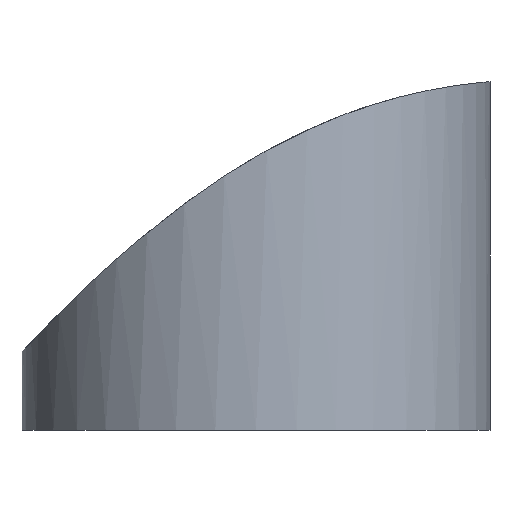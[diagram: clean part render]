
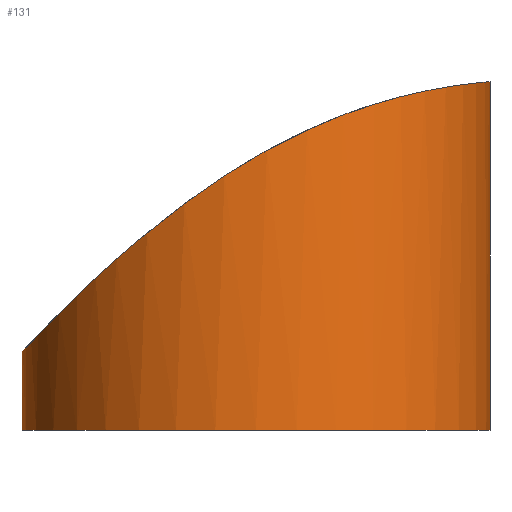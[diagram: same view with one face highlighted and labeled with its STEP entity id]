
A CAD part, front view. The second image highlights one B-rep face of the part: STEP entity #131.
In plain terms, the highlighted cylindrical face has radius 9 mm (diameter 18 mm), a partial arc.
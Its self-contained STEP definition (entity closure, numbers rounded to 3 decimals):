
#1 = CARTESIAN_POINT ( 'NONE',  ( 9., 0., 13.414 ) ) ;
#2 = CARTESIAN_POINT ( 'NONE',  ( -0.17, -9.015, 10.443 ) ) ;
#3 = CARTESIAN_POINT ( 'NONE',  ( -9., -0.652, 3.021 ) ) ;
#10 = CARTESIAN_POINT ( 'NONE',  ( 6.132, -6.595, 12.971 ) ) ;
#12 = CARTESIAN_POINT ( 'NONE',  ( 8.914, -1.284, 13.406 ) ) ;
#13 = ORIENTED_EDGE ( 'NONE', *, *, #378, .F. ) ;
#14 = CARTESIAN_POINT ( 'NONE',  ( 2.958, -8.505, 11.982 ) ) ;
#28 = CARTESIAN_POINT ( 'NONE',  ( 0., 0., 15. ) ) ;
#31 = DIRECTION ( 'NONE',  ( -1., 0., 0. ) ) ;
#36 = CARTESIAN_POINT ( 'NONE',  ( -6.708, -6.024, 5.349 ) ) ;
#38 = CARTESIAN_POINT ( 'NONE',  ( -8.731, -2.206, 3.307 ) ) ;
#43 = CIRCLE ( 'NONE', #101, 9. ) ;
#44 = CARTESIAN_POINT ( 'NONE',  ( -9., 0., 0. ) ) ;
#46 = CARTESIAN_POINT ( 'NONE',  ( 8.049, -4.04, 13.311 ) ) ;
#52 = CARTESIAN_POINT ( 'NONE',  ( 7.389, -5.148, 13.214 ) ) ;
#61 = EDGE_CURVE ( 'NONE', #304, #384, #109, .T. ) ;
#71 = CARTESIAN_POINT ( 'NONE',  ( 0., 0., 0. ) ) ;
#78 = CARTESIAN_POINT ( 'NONE',  ( 9., 0., 15. ) ) ;
#80 = CARTESIAN_POINT ( 'NONE',  ( 1.531, -8.874, 11.349 ) ) ;
#81 = CARTESIAN_POINT ( 'NONE',  ( 6.365, -6.371, 13.022 ) ) ;
#88 = ORIENTED_EDGE ( 'NONE', *, *, #61, .T. ) ;
#93 = VECTOR ( 'NONE', #247, 1000. ) ;
#101 = AXIS2_PLACEMENT_3D ( 'NONE', #71, #102, #212 ) ;
#102 = DIRECTION ( 'NONE',  ( 0., 0., 1. ) ) ;
#103 = CARTESIAN_POINT ( 'NONE',  ( -4.234, -7.959, 7.562 ) ) ;
#104 = DIRECTION ( 'NONE',  ( 0., 0., -1. ) ) ;
#107 = CARTESIAN_POINT ( 'NONE',  ( -6.138, -6.588, 5.885 ) ) ;
#108 = CARTESIAN_POINT ( 'NONE',  ( -3.528, -8.284, 8.126 ) ) ;
#109 = LINE ( 'NONE', #214, #93 ) ;
#110 = CARTESIAN_POINT ( 'NONE',  ( 9., -0.321, 13.414 ) ) ;
#113 = CARTESIAN_POINT ( 'NONE',  ( 7.006, -5.658, 13.149 ) ) ;
#116 = CARTESIAN_POINT ( 'NONE',  ( 1.242, -8.918, 11.206 ) ) ;
#131 = ADVANCED_FACE ( 'NONE', ( #305 ), #198, .T. ) ;
#137 = DIRECTION ( 'NONE',  ( 0., 0., -1. ) ) ;
#140 = LINE ( 'NONE', #78, #380 ) ;
#142 = CARTESIAN_POINT ( 'NONE',  ( 0.384, -9.01, 10.76 ) ) ;
#146 = CARTESIAN_POINT ( 'NONE',  ( -5.532, -7.104, 6.438 ) ) ;
#148 = CARTESIAN_POINT ( 'NONE',  ( 8.452, -3.16, 13.361 ) ) ;
#171 = CARTESIAN_POINT ( 'NONE',  ( -1.773, -8.839, 9.423 ) ) ;
#174 = CARTESIAN_POINT ( 'NONE',  ( -8.457, -3.093, 3.594 ) ) ;
#176 = CARTESIAN_POINT ( 'NONE',  ( -7.988, -4.188, 4.08 ) ) ;
#177 = ORIENTED_EDGE ( 'NONE', *, *, #400, .F. ) ;
#198 = CYLINDRICAL_SURFACE ( 'NONE', #263, 9. ) ;
#212 = DIRECTION ( 'NONE',  ( 1., 0., 0. ) ) ;
#213 = CARTESIAN_POINT ( 'NONE',  ( -2.794, -8.559, 8.688 ) ) ;
#214 = CARTESIAN_POINT ( 'NONE',  ( -9., 0., 15. ) ) ;
#217 = CARTESIAN_POINT ( 'NONE',  ( 9., 0., 13.414 ) ) ;
#223 = CARTESIAN_POINT ( 'NONE',  ( 4.899, -7.575, 12.659 ) ) ;
#238 = CARTESIAN_POINT ( 'NONE',  ( -2.54, -8.638, 8.875 ) ) ;
#242 = CARTESIAN_POINT ( 'NONE',  ( -9., 0., 3.021 ) ) ;
#246 = CARTESIAN_POINT ( 'NONE',  ( -3.288, -8.382, 8.314 ) ) ;
#247 = DIRECTION ( 'NONE',  ( 0., 0., -1. ) ) ;
#248 = CARTESIAN_POINT ( 'NONE',  ( 3.241, -8.402, 12.093 ) ) ;
#253 = CARTESIAN_POINT ( 'NONE',  ( 5.412, -7.219, 12.8 ) ) ;
#256 = CARTESIAN_POINT ( 'NONE',  ( 2.104, -8.756, 11.617 ) ) ;
#263 = AXIS2_PLACEMENT_3D ( 'NONE', #28, #137, #31 ) ;
#276 = CARTESIAN_POINT ( 'NONE',  ( -7.698, -4.696, 4.375 ) ) ;
#279 = CARTESIAN_POINT ( 'NONE',  ( -5.323, -7.262, 6.624 ) ) ;
#282 = CARTESIAN_POINT ( 'NONE',  ( 8.655, -2.552, 13.381 ) ) ;
#284 = CARTESIAN_POINT ( 'NONE',  ( 6.801, -5.903, 13.111 ) ) ;
#286 = CARTESIAN_POINT ( 'NONE',  ( 2.389, -8.682, 11.744 ) ) ;
#303 = B_SPLINE_CURVE_WITH_KNOTS ( 'NONE', 3,
 ( #242, #3, #409, #38, #340, #174, #407, #176, #276, #411, #36, #107, #315, #146, #279, #413, #103, #108, #246, #213, #238, #171, #308, #2, #142, #116, #80, #256, #286, #14, #248, #383, #350, #223, #253, #10, #81, #284, #113, #52, #387, #381, #46, #148, #282, #324, #12, #414, #110, #217 ),
 .UNSPECIFIED., .F., .F.,
 ( 4, 2, 2, 2, 2, 2, 2, 2, 2, 2, 2, 2, 2, 2, 2, 2, 2, 2, 2, 2, 2, 2, 2, 2, 4 ),
 ( 0., 0.002, 0.003, 0.004, 0.006, 0.008, 0.009, 0.01, 0.012, 0.012, 0.013, 0.015, 0.017, 0.018, 0.019, 0.02, 0.021, 0.023, 0.024, 0.025, 0.026, 0.027, 0.029, 0.03, 0.031 ),
 .UNSPECIFIED. ) ;
#304 = VERTEX_POINT ( 'NONE', #410 ) ;
#305 = FACE_OUTER_BOUND ( 'NONE', #406, .T. ) ;
#308 = CARTESIAN_POINT ( 'NONE',  ( -1.249, -8.929, 9.774 ) ) ;
#315 = CARTESIAN_POINT ( 'NONE',  ( -5.939, -6.767, 6.069 ) ) ;
#320 = CARTESIAN_POINT ( 'NONE',  ( 9., 0., 0. ) ) ;
#321 = VERTEX_POINT ( 'NONE', #1 ) ;
#324 = CARTESIAN_POINT ( 'NONE',  ( 8.861, -1.607, 13.401 ) ) ;
#335 = EDGE_CURVE ( 'NONE', #384, #416, #43, .T. ) ;
#340 = CARTESIAN_POINT ( 'NONE',  ( -8.648, -2.51, 3.394 ) ) ;
#346 = ORIENTED_EDGE ( 'NONE', *, *, #335, .T. ) ;
#350 = CARTESIAN_POINT ( 'NONE',  ( 4.086, -8.025, 12.397 ) ) ;
#378 = EDGE_CURVE ( 'NONE', #321, #416, #140, .T. ) ;
#380 = VECTOR ( 'NONE', #104, 1000. ) ;
#381 = CARTESIAN_POINT ( 'NONE',  ( 7.897, -4.329, 13.29 ) ) ;
#383 = CARTESIAN_POINT ( 'NONE',  ( 3.805, -8.162, 12.301 ) ) ;
#384 = VERTEX_POINT ( 'NONE', #44 ) ;
#387 = CARTESIAN_POINT ( 'NONE',  ( 7.568, -4.882, 13.242 ) ) ;
#400 = EDGE_CURVE ( 'NONE', #304, #321, #303, .T. ) ;
#406 = EDGE_LOOP ( 'NONE', ( #13, #177, #88, #346 ) ) ;
#407 = CARTESIAN_POINT ( 'NONE',  ( -8.349, -3.374, 3.707 ) ) ;
#409 = CARTESIAN_POINT ( 'NONE',  ( -8.93, -1.284, 3.096 ) ) ;
#410 = CARTESIAN_POINT ( 'NONE',  ( -9., 0., 3.021 ) ) ;
#411 = CARTESIAN_POINT ( 'NONE',  ( -7.059, -5.61, 5.008 ) ) ;
#413 = CARTESIAN_POINT ( 'NONE',  ( -4.682, -7.704, 7.185 ) ) ;
#414 = CARTESIAN_POINT ( 'NONE',  ( 8.983, -0.642, 13.412 ) ) ;
#416 = VERTEX_POINT ( 'NONE', #320 ) ;
